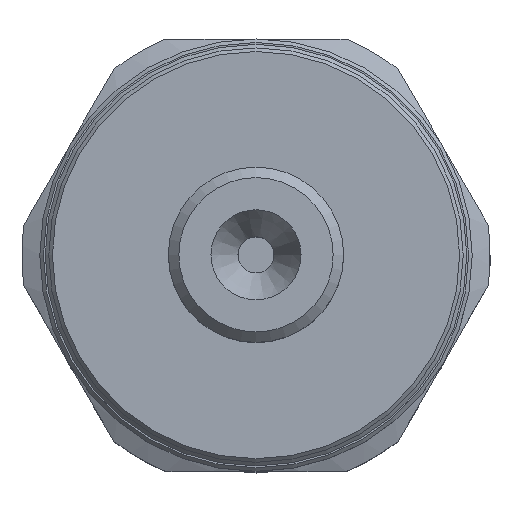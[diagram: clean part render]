
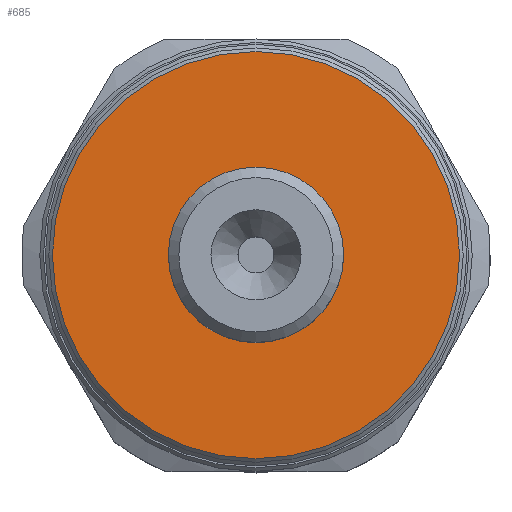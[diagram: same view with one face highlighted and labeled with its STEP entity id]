
A CAD part, top view. The second image highlights one B-rep face of the part: STEP entity #685.
In plain terms, the highlighted planar face has unit normal (0, 0, 1).
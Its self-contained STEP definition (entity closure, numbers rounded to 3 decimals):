
#176=ORIENTED_EDGE('',*,*,#329,.F.);
#177=ORIENTED_EDGE('',*,*,#328,.T.);
#328=EDGE_CURVE('',#395,#395,#448,.T.);
#329=EDGE_CURVE('',#396,#396,#449,.T.);
#395=VERTEX_POINT('',#1247);
#396=VERTEX_POINT('',#1250);
#448=CIRCLE('',#779,4.864);
#449=CIRCLE('',#781,11.3);
#501=EDGE_LOOP('',(#176));
#502=EDGE_LOOP('',(#177));
#587=FACE_BOUND('',#501,.T.);
#588=FACE_BOUND('',#502,.T.);
#649=PLANE('',#780);
#685=ADVANCED_FACE('',(#587,#588),#649,.F.);
#779=AXIS2_PLACEMENT_3D('',#1246,#947,#948);
#780=AXIS2_PLACEMENT_3D('',#1248,#949,#950);
#781=AXIS2_PLACEMENT_3D('',#1249,#951,#952);
#947=DIRECTION('',(0.,0.,-1.));
#948=DIRECTION('',(-1.,0.,0.));
#949=DIRECTION('',(0.,0.,-1.));
#950=DIRECTION('',(-1.,0.,0.));
#951=DIRECTION('',(0.,0.,-1.));
#952=DIRECTION('',(-1.,0.,0.));
#1246=CARTESIAN_POINT('',(0.,0.,0.));
#1247=CARTESIAN_POINT('',(-4.864,0.,0.));
#1248=CARTESIAN_POINT('',(0.,4.864,0.));
#1249=CARTESIAN_POINT('',(0.,0.,0.));
#1250=CARTESIAN_POINT('',(-11.3,0.,0.));
